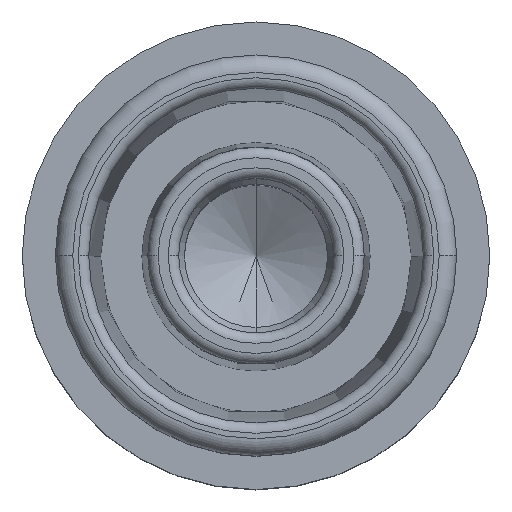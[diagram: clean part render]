
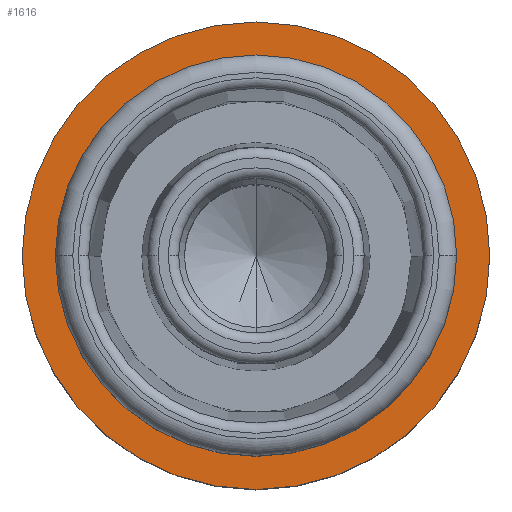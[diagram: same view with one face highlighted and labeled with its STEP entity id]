
A CAD part, top view. The second image highlights one B-rep face of the part: STEP entity #1616.
In plain terms, the highlighted planar face has unit normal (0, 0, 1).
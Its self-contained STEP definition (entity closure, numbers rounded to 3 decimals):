
#732 = CYLINDRICAL_SURFACE('',#733,5.75);
#733 = AXIS2_PLACEMENT_3D('',#734,#735,#736);
#734 = CARTESIAN_POINT('',(0.,0.,0.));
#735 = DIRECTION('',(0.,0.,1.));
#736 = DIRECTION('',(1.,0.,-0.));
#826 = EDGE_CURVE('',#827,#829,#831,.T.);
#827 = VERTEX_POINT('',#828);
#828 = CARTESIAN_POINT('',(5.75,0.,-3.35));
#829 = VERTEX_POINT('',#830);
#830 = CARTESIAN_POINT('',(-5.75,0.,-3.35));
#831 = SURFACE_CURVE('',#832,(#837,#844),.PCURVE_S1.);
#832 = CIRCLE('',#833,5.75);
#833 = AXIS2_PLACEMENT_3D('',#834,#835,#836);
#834 = CARTESIAN_POINT('',(0.,0.,-3.35));
#835 = DIRECTION('',(0.,0.,1.));
#836 = DIRECTION('',(1.,0.,-0.));
#837 = PCURVE('',#732,#838);
#838 = DEFINITIONAL_REPRESENTATION('',(#839),#843);
#839 = LINE('',#840,#841);
#840 = CARTESIAN_POINT('',(0.,-3.35));
#841 = VECTOR('',#842,1.);
#842 = DIRECTION('',(1.,0.));
#843 = ( GEOMETRIC_REPRESENTATION_CONTEXT(2) 
PARAMETRIC_REPRESENTATION_CONTEXT() REPRESENTATION_CONTEXT('2D SPACE',''
  ) );
#844 = PCURVE('',#845,#850);
#845 = PLANE('',#846);
#846 = AXIS2_PLACEMENT_3D('',#847,#848,#849);
#847 = CARTESIAN_POINT('',(0.,6.7,-3.35));
#848 = DIRECTION('',(0.,0.,-1.));
#849 = DIRECTION('',(0.,-1.,0.));
#850 = DEFINITIONAL_REPRESENTATION('',(#851),#859);
#851 = ( BOUNDED_CURVE() B_SPLINE_CURVE(2,(#852,#853,#854,#855,#856,#857
,#858),.UNSPECIFIED.,.T.,.F.) B_SPLINE_CURVE_WITH_KNOTS((1,2,2,2,2,1),(
    -2.094,0.,2.094,4.189,6.283,
8.378),.UNSPECIFIED.) CURVE() GEOMETRIC_REPRESENTATION_ITEM() 
RATIONAL_B_SPLINE_CURVE((1.,0.5,1.,0.5,1.,0.5,1.)) REPRESENTATION_ITEM(
  '') );
#852 = CARTESIAN_POINT('',(6.7,-5.75));
#853 = CARTESIAN_POINT('',(-3.259,-5.75));
#854 = CARTESIAN_POINT('',(1.72,2.875));
#855 = CARTESIAN_POINT('',(6.7,11.5));
#856 = CARTESIAN_POINT('',(11.68,2.875));
#857 = CARTESIAN_POINT('',(16.659,-5.75));
#858 = CARTESIAN_POINT('',(6.7,-5.75));
#859 = ( GEOMETRIC_REPRESENTATION_CONTEXT(2) 
PARAMETRIC_REPRESENTATION_CONTEXT() REPRESENTATION_CONTEXT('2D SPACE',''
  ) );
#875 = CYLINDRICAL_SURFACE('',#876,5.75);
#876 = AXIS2_PLACEMENT_3D('',#877,#878,#879);
#877 = CARTESIAN_POINT('',(0.,0.,0.));
#878 = DIRECTION('',(0.,0.,1.));
#879 = DIRECTION('',(1.,0.,-0.));
#924 = CYLINDRICAL_SURFACE('',#925,6.7);
#925 = AXIS2_PLACEMENT_3D('',#926,#927,#928);
#926 = CARTESIAN_POINT('',(0.,0.,0.));
#927 = DIRECTION('',(0.,0.,1.));
#928 = DIRECTION('',(1.,0.,-0.));
#954 = VERTEX_POINT('',#955);
#955 = CARTESIAN_POINT('',(-6.7,0.,-3.35));
#969 = CYLINDRICAL_SURFACE('',#970,6.7);
#970 = AXIS2_PLACEMENT_3D('',#971,#972,#973);
#971 = CARTESIAN_POINT('',(0.,0.,0.));
#972 = DIRECTION('',(0.,0.,1.));
#973 = DIRECTION('',(1.,0.,-0.));
#981 = EDGE_CURVE('',#982,#954,#984,.T.);
#982 = VERTEX_POINT('',#983);
#983 = CARTESIAN_POINT('',(6.7,0.,-3.35));
#984 = SURFACE_CURVE('',#985,(#990,#997),.PCURVE_S1.);
#985 = CIRCLE('',#986,6.7);
#986 = AXIS2_PLACEMENT_3D('',#987,#988,#989);
#987 = CARTESIAN_POINT('',(0.,0.,-3.35));
#988 = DIRECTION('',(0.,0.,1.));
#989 = DIRECTION('',(1.,0.,-0.));
#990 = PCURVE('',#924,#991);
#991 = DEFINITIONAL_REPRESENTATION('',(#992),#996);
#992 = LINE('',#993,#994);
#993 = CARTESIAN_POINT('',(0.,-3.35));
#994 = VECTOR('',#995,1.);
#995 = DIRECTION('',(1.,0.));
#996 = ( GEOMETRIC_REPRESENTATION_CONTEXT(2) 
PARAMETRIC_REPRESENTATION_CONTEXT() REPRESENTATION_CONTEXT('2D SPACE',''
  ) );
#997 = PCURVE('',#845,#998);
#998 = DEFINITIONAL_REPRESENTATION('',(#999),#1007);
#999 = ( BOUNDED_CURVE() B_SPLINE_CURVE(2,(#1000,#1001,#1002,#1003,#1004
,#1005,#1006),.UNSPECIFIED.,.T.,.F.) B_SPLINE_CURVE_WITH_KNOTS((1,2,2,2,
    2,1),(-2.094,0.,2.094,4.189,6.283
,8.378),.UNSPECIFIED.) CURVE() GEOMETRIC_REPRESENTATION_ITEM() 
RATIONAL_B_SPLINE_CURVE((1.,0.5,1.,0.5,1.,0.5,1.)) REPRESENTATION_ITEM(
  '') );
#1000 = CARTESIAN_POINT('',(6.7,-6.7));
#1001 = CARTESIAN_POINT('',(-4.905,-6.7));
#1002 = CARTESIAN_POINT('',(0.898,3.35));
#1003 = CARTESIAN_POINT('',(6.7,13.4));
#1004 = CARTESIAN_POINT('',(12.502,3.35));
#1005 = CARTESIAN_POINT('',(18.305,-6.7));
#1006 = CARTESIAN_POINT('',(6.7,-6.7));
#1007 = ( GEOMETRIC_REPRESENTATION_CONTEXT(2) 
PARAMETRIC_REPRESENTATION_CONTEXT() REPRESENTATION_CONTEXT('2D SPACE',''
  ) );
#1591 = EDGE_CURVE('',#954,#982,#1592,.T.);
#1592 = SURFACE_CURVE('',#1593,(#1598,#1605),.PCURVE_S1.);
#1593 = CIRCLE('',#1594,6.7);
#1594 = AXIS2_PLACEMENT_3D('',#1595,#1596,#1597);
#1595 = CARTESIAN_POINT('',(0.,0.,-3.35));
#1596 = DIRECTION('',(0.,0.,1.));
#1597 = DIRECTION('',(1.,0.,-0.));
#1598 = PCURVE('',#969,#1599);
#1599 = DEFINITIONAL_REPRESENTATION('',(#1600),#1604);
#1600 = LINE('',#1601,#1602);
#1601 = CARTESIAN_POINT('',(0.,-3.35));
#1602 = VECTOR('',#1603,1.);
#1603 = DIRECTION('',(1.,0.));
#1604 = ( GEOMETRIC_REPRESENTATION_CONTEXT(2) 
PARAMETRIC_REPRESENTATION_CONTEXT() REPRESENTATION_CONTEXT('2D SPACE',''
  ) );
#1605 = PCURVE('',#845,#1606);
#1606 = DEFINITIONAL_REPRESENTATION('',(#1607),#1615);
#1607 = ( BOUNDED_CURVE() B_SPLINE_CURVE(2,(#1608,#1609,#1610,#1611,
#1612,#1613,#1614),.UNSPECIFIED.,.T.,.F.) B_SPLINE_CURVE_WITH_KNOTS((1,2
    ,2,2,2,1),(-2.094,0.,2.094,4.189,
6.283,8.378),.UNSPECIFIED.) CURVE() 
GEOMETRIC_REPRESENTATION_ITEM() RATIONAL_B_SPLINE_CURVE((1.,0.5,1.,0.5,
1.,0.5,1.)) REPRESENTATION_ITEM('') );
#1608 = CARTESIAN_POINT('',(6.7,-6.7));
#1609 = CARTESIAN_POINT('',(-4.905,-6.7));
#1610 = CARTESIAN_POINT('',(0.898,3.35));
#1611 = CARTESIAN_POINT('',(6.7,13.4));
#1612 = CARTESIAN_POINT('',(12.502,3.35));
#1613 = CARTESIAN_POINT('',(18.305,-6.7));
#1614 = CARTESIAN_POINT('',(6.7,-6.7));
#1615 = ( GEOMETRIC_REPRESENTATION_CONTEXT(2) 
PARAMETRIC_REPRESENTATION_CONTEXT() REPRESENTATION_CONTEXT('2D SPACE',''
  ) );
#1616 = ADVANCED_FACE('',(#1617,#1621),#845,.F.);
#1617 = FACE_BOUND('',#1618,.T.);
#1618 = EDGE_LOOP('',(#1619,#1620));
#1619 = ORIENTED_EDGE('',*,*,#981,.T.);
#1620 = ORIENTED_EDGE('',*,*,#1591,.T.);
#1621 = FACE_BOUND('',#1622,.T.);
#1622 = EDGE_LOOP('',(#1623,#1624));
#1623 = ORIENTED_EDGE('',*,*,#826,.F.);
#1624 = ORIENTED_EDGE('',*,*,#1625,.F.);
#1625 = EDGE_CURVE('',#829,#827,#1626,.T.);
#1626 = SURFACE_CURVE('',#1627,(#1632,#1643),.PCURVE_S1.);
#1627 = CIRCLE('',#1628,5.75);
#1628 = AXIS2_PLACEMENT_3D('',#1629,#1630,#1631);
#1629 = CARTESIAN_POINT('',(0.,0.,-3.35));
#1630 = DIRECTION('',(0.,0.,1.));
#1631 = DIRECTION('',(1.,0.,-0.));
#1632 = PCURVE('',#845,#1633);
#1633 = DEFINITIONAL_REPRESENTATION('',(#1634),#1642);
#1634 = ( BOUNDED_CURVE() B_SPLINE_CURVE(2,(#1635,#1636,#1637,#1638,
#1639,#1640,#1641),.UNSPECIFIED.,.T.,.F.) B_SPLINE_CURVE_WITH_KNOTS((1,2
    ,2,2,2,1),(-2.094,0.,2.094,4.189,
6.283,8.378),.UNSPECIFIED.) CURVE() 
GEOMETRIC_REPRESENTATION_ITEM() RATIONAL_B_SPLINE_CURVE((1.,0.5,1.,0.5,
1.,0.5,1.)) REPRESENTATION_ITEM('') );
#1635 = CARTESIAN_POINT('',(6.7,-5.75));
#1636 = CARTESIAN_POINT('',(-3.259,-5.75));
#1637 = CARTESIAN_POINT('',(1.72,2.875));
#1638 = CARTESIAN_POINT('',(6.7,11.5));
#1639 = CARTESIAN_POINT('',(11.68,2.875));
#1640 = CARTESIAN_POINT('',(16.659,-5.75));
#1641 = CARTESIAN_POINT('',(6.7,-5.75));
#1642 = ( GEOMETRIC_REPRESENTATION_CONTEXT(2) 
PARAMETRIC_REPRESENTATION_CONTEXT() REPRESENTATION_CONTEXT('2D SPACE',''
  ) );
#1643 = PCURVE('',#875,#1644);
#1644 = DEFINITIONAL_REPRESENTATION('',(#1645),#1649);
#1645 = LINE('',#1646,#1647);
#1646 = CARTESIAN_POINT('',(0.,-3.35));
#1647 = VECTOR('',#1648,1.);
#1648 = DIRECTION('',(1.,0.));
#1649 = ( GEOMETRIC_REPRESENTATION_CONTEXT(2) 
PARAMETRIC_REPRESENTATION_CONTEXT() REPRESENTATION_CONTEXT('2D SPACE',''
  ) );
